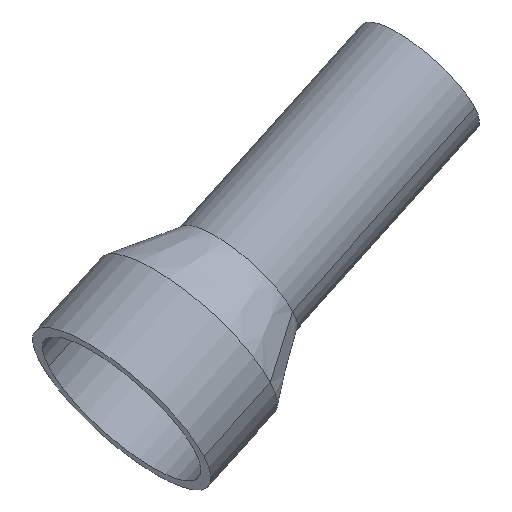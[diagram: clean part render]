
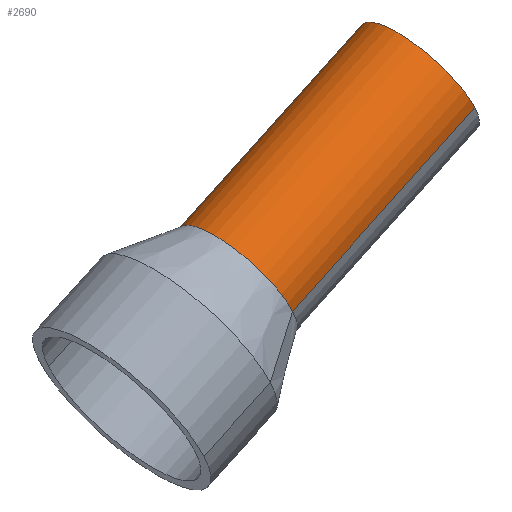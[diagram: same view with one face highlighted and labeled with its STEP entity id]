
A CAD part, isometric view. The second image highlights one B-rep face of the part: STEP entity #2690.
In plain terms, the highlighted cylindrical face has radius 30 mm (diameter 60 mm), a partial arc.
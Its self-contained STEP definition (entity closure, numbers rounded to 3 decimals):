
#940=CARTESIAN_POINT('',(110.,-30.,0.));
#950=VERTEX_POINT('',#940);
#1040=CARTESIAN_POINT('',(110.,30.,0.));
#1050=VERTEX_POINT('',#1040);
#1080=CARTESIAN_POINT('',(110.,0.,0.));
#1090=DIRECTION('',(1.,0.,0.));
#1100=DIRECTION('',(0.,1.,0.));
#1110=AXIS2_PLACEMENT_3D('',#1080,#1090,#1100);
#1120=CIRCLE('',#1110,30.);
#1440=CARTESIAN_POINT('',(-9.,0.,0.));
#1450=DIRECTION('',(1.,0.,0.));
#1460=DIRECTION('',(0.,-1.,0.));
#1470=AXIS2_PLACEMENT_3D('',#1440,#1450,#1460);
#1480=CYLINDRICAL_SURFACE('',#1470,30.);
#1490=CARTESIAN_POINT('',(-9.,-30.,0.));
#1500=DIRECTION('',(1.,0.,0.));
#1510=VECTOR('',#1500,1.);
#1520=LINE('',#1490,#1510);
#1530=CARTESIAN_POINT('',(0.,-30.,0.));
#1540=VERTEX_POINT('',#1530);
#1550=EDGE_CURVE('',#1540,#950,#1520,.T.);
#1580=CARTESIAN_POINT('',(-9.,30.,0.));
#1590=DIRECTION('',(1.,0.,0.));
#1600=VECTOR('',#1590,1.);
#1610=LINE('',#1580,#1600);
#1620=CARTESIAN_POINT('',(0.,30.,0.));
#1630=VERTEX_POINT('',#1620);
#1640=EDGE_CURVE('',#1630,#1050,#1610,.T.);
#1660=CARTESIAN_POINT('',(0.,0.,0.));
#1670=DIRECTION('',(1.,0.,0.));
#1680=DIRECTION('',(0.,1.,0.));
#1690=AXIS2_PLACEMENT_3D('',#1660,#1670,#1680);
#1700=CIRCLE('',#1690,30.);
#2030=EDGE_CURVE('',#1630,#1540,#1700,.T.);
#2620=ORIENTED_EDGE('',*,*,#2030,.T.);
#2630=ORIENTED_EDGE('',*,*,#1640,.F.);
#2640=EDGE_CURVE('',#1050,#950,#1120,.T.);
#2650=ORIENTED_EDGE('',*,*,#2640,.F.);
#2660=ORIENTED_EDGE('',*,*,#1550,.T.);
#2670=EDGE_LOOP('',(#2660,#2650,#2630,#2620));
#2680=FACE_OUTER_BOUND('',#2670,.T.);
#2690=ADVANCED_FACE('',(#2680),#1480,.T.);
